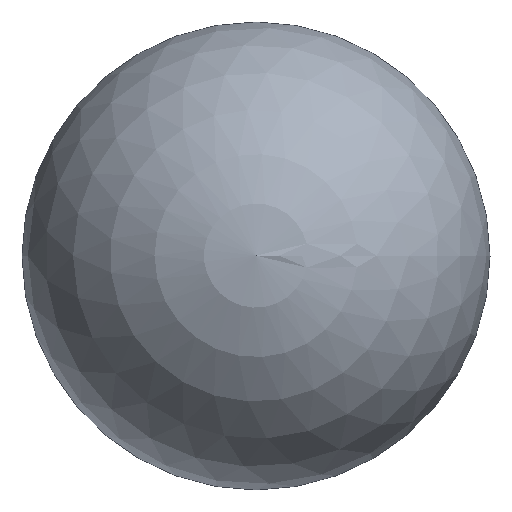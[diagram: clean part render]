
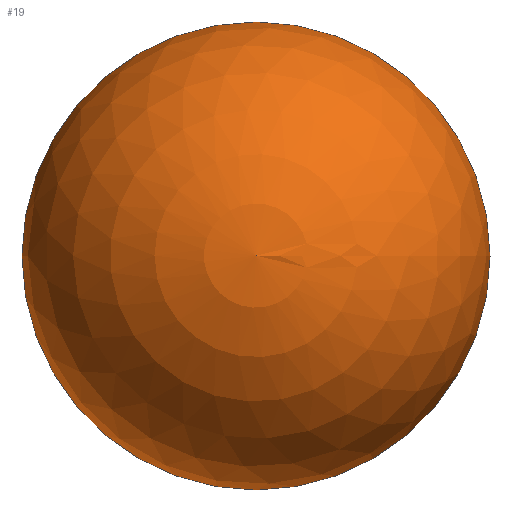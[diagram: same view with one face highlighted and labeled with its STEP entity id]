
A CAD part, top view. The second image highlights one B-rep face of the part: STEP entity #19.
In plain terms, the highlighted spherical face has radius 4.65 mm.
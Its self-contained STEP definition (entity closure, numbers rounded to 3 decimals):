
#1 = EDGE_CURVE ( 'NONE', #86, #18, #55, .T. ) ;
#3 = CARTESIAN_POINT ( 'NONE',  ( 0., 4.65, 0. ) ) ;
#7 = FACE_OUTER_BOUND ( 'NONE', #44, .T. ) ;
#8 = CARTESIAN_POINT ( 'NONE',  ( 0., -4.65, 0. ) ) ;
#9 = AXIS2_PLACEMENT_3D ( 'NONE', #77, #21, #22 ) ;
#10 = EDGE_CURVE ( 'NONE', #86, #18, #60, .T. ) ;
#13 = CARTESIAN_POINT ( 'NONE',  ( 0., 0., 0. ) ) ;
#14 = DIRECTION ( 'NONE',  ( 1., 0., 0. ) ) ;
#18 = VERTEX_POINT ( 'NONE', #8 ) ;
#19 = ADVANCED_FACE ( 'NONE', ( #7 ), #68, .T. ) ;
#21 = DIRECTION ( 'NONE',  ( 0., 0., 1. ) ) ;
#22 = DIRECTION ( 'NONE',  ( 1., 0., 0. ) ) ;
#31 = ORIENTED_EDGE ( 'NONE', *, *, #1, .T. ) ;
#33 = AXIS2_PLACEMENT_3D ( 'NONE', #13, #40, #14 ) ;
#35 = DIRECTION ( 'NONE',  ( 0., 0., -1. ) ) ;
#40 = DIRECTION ( 'NONE',  ( 0., 0., 1. ) ) ;
#44 = EDGE_LOOP ( 'NONE', ( #81, #31 ) ) ;
#55 = CIRCLE ( 'NONE', #9, 4.65 ) ;
#60 = CIRCLE ( 'NONE', #83, 4.65 ) ;
#63 = CARTESIAN_POINT ( 'NONE',  ( 0., 0., 0. ) ) ;
#68 = SPHERICAL_SURFACE ( 'NONE', #33, 4.65 ) ;
#72 = DIRECTION ( 'NONE',  ( -1., 0., 0. ) ) ;
#77 = CARTESIAN_POINT ( 'NONE',  ( 0., 0., 0. ) ) ;
#81 = ORIENTED_EDGE ( 'NONE', *, *, #10, .F. ) ;
#83 = AXIS2_PLACEMENT_3D ( 'NONE', #63, #35, #72 ) ;
#86 = VERTEX_POINT ( 'NONE', #3 ) ;
